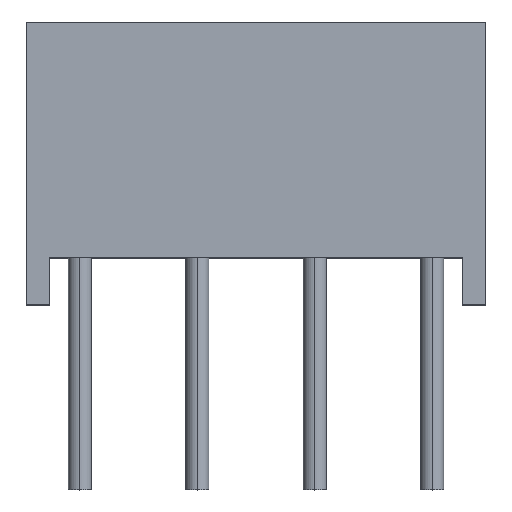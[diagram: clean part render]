
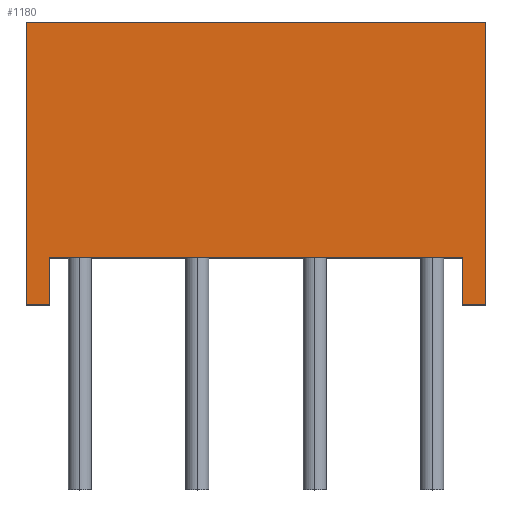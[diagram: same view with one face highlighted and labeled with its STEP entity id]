
A CAD part, top view. The second image highlights one B-rep face of the part: STEP entity #1180.
In plain terms, the highlighted planar face has unit normal (0, 0, 1).
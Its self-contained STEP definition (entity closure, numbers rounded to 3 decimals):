
#147 = VERTEX_POINT ( 'NONE', #6507 ) ;
#153 = VERTEX_POINT ( 'NONE', #6513 ) ;
#321 = EDGE_LOOP ( 'NONE', ( #6400, #6399, #6401, #6407, #6405, #6406, #6420, #6424 ) ) ;
#1013 = VECTOR ( 'NONE', #10162, 1000. ) ;
#1180 = ADVANCED_FACE ( 'NONE', ( #9731 ), #5514, .F. ) ;
#1286 = EDGE_CURVE ( 'NONE', #7774, #7792, #4342, .T. ) ;
#1296 = EDGE_CURVE ( 'NONE', #7781, #7774, #8242, .T. ) ;
#1857 = VECTOR ( 'NONE', #11089, 1000. ) ;
#1858 = VECTOR ( 'NONE', #11092, 1000. ) ;
#1859 = VECTOR ( 'NONE', #11095, 1000. ) ;
#1862 = VECTOR ( 'NONE', #11104, 1000. ) ;
#1864 = VECTOR ( 'NONE', #11110, 1000. ) ;
#4342 = LINE ( 'NONE', #4343, #9528 ) ;
#4343 = CARTESIAN_POINT ( 'NONE',  ( -4.97, 0., 2.43 ) ) ;
#4344 = DIRECTION ( 'NONE',  ( 0., -1., 0. ) ) ;
#4384 = EDGE_CURVE ( 'NONE', #153, #147, #10160, .T. ) ;
#4635 = EDGE_CURVE ( 'NONE', #7781, #7739, #11087, .T. ) ;
#4636 = EDGE_CURVE ( 'NONE', #7739, #7803, #11090, .T. ) ;
#4637 = EDGE_CURVE ( 'NONE', #147, #7725, #11093, .T. ) ;
#4640 = EDGE_CURVE ( 'NONE', #7803, #153, #11102, .T. ) ;
#4642 = EDGE_CURVE ( 'NONE', #7725, #7792, #11108, .T. ) ;
#5514 = PLANE ( 'NONE',  #9743 ) ;
#5515 = CARTESIAN_POINT ( 'NONE',  ( 4.97, 0., 2.43 ) ) ;
#5516 = DIRECTION ( 'NONE',  ( 0., 0., -1. ) ) ;
#5517 = DIRECTION ( 'NONE',  ( 0., 1., 0. ) ) ;
#6399 = ORIENTED_EDGE ( 'NONE', *, *, #4637, .F. ) ;
#6400 = ORIENTED_EDGE ( 'NONE', *, *, #4642, .F. ) ;
#6401 = ORIENTED_EDGE ( 'NONE', *, *, #4384, .F. ) ;
#6405 = ORIENTED_EDGE ( 'NONE', *, *, #4636, .F. ) ;
#6406 = ORIENTED_EDGE ( 'NONE', *, *, #4635, .F. ) ;
#6407 = ORIENTED_EDGE ( 'NONE', *, *, #4640, .F. ) ;
#6420 = ORIENTED_EDGE ( 'NONE', *, *, #1296, .T. ) ;
#6424 = ORIENTED_EDGE ( 'NONE', *, *, #1286, .T. ) ;
#6507 = CARTESIAN_POINT ( 'NONE',  ( -4.47, -2.04, 2.43 ) ) ;
#6513 = CARTESIAN_POINT ( 'NONE',  ( 4.47, -2.04, 2.43 ) ) ;
#7725 = VERTEX_POINT ( 'NONE', #11481 ) ;
#7739 = VERTEX_POINT ( 'NONE', #11495 ) ;
#7774 = VERTEX_POINT ( 'NONE', #11530 ) ;
#7781 = VERTEX_POINT ( 'NONE', #11537 ) ;
#7792 = VERTEX_POINT ( 'NONE', #11548 ) ;
#7803 = VERTEX_POINT ( 'NONE', #11559 ) ;
#8242 = LINE ( 'NONE', #8243, #9539 ) ;
#8243 = CARTESIAN_POINT ( 'NONE',  ( 4.97, 3.06, 2.43 ) ) ;
#8244 = DIRECTION ( 'NONE',  ( -1., 0., 0. ) ) ;
#9528 = VECTOR ( 'NONE', #4344, 1000. ) ;
#9539 = VECTOR ( 'NONE', #8244, 1000. ) ;
#9731 = FACE_OUTER_BOUND ( 'NONE', #321, .T. ) ;
#9743 = AXIS2_PLACEMENT_3D ( 'NONE', #5515, #5516, #5517 ) ;
#10160 = LINE ( 'NONE', #10161, #1013 ) ;
#10161 = CARTESIAN_POINT ( 'NONE',  ( -9.221, -2.04, 2.43 ) ) ;
#10162 = DIRECTION ( 'NONE',  ( -1., 0., 0. ) ) ;
#11087 = LINE ( 'NONE', #11088, #1857 ) ;
#11088 = CARTESIAN_POINT ( 'NONE',  ( 4.97, 0., 2.43 ) ) ;
#11089 = DIRECTION ( 'NONE',  ( 0., -1., 0. ) ) ;
#11090 = LINE ( 'NONE', #11091, #1858 ) ;
#11091 = CARTESIAN_POINT ( 'NONE',  ( 4.97, -3.06, 2.43 ) ) ;
#11092 = DIRECTION ( 'NONE',  ( -1., 0., 0. ) ) ;
#11093 = LINE ( 'NONE', #11094, #1859 ) ;
#11094 = CARTESIAN_POINT ( 'NONE',  ( -4.47, 0., 2.43 ) ) ;
#11095 = DIRECTION ( 'NONE',  ( 0., -1., 0. ) ) ;
#11102 = LINE ( 'NONE', #11103, #1862 ) ;
#11103 = CARTESIAN_POINT ( 'NONE',  ( 4.47, 0., 2.43 ) ) ;
#11104 = DIRECTION ( 'NONE',  ( 0., 1., 0. ) ) ;
#11108 = LINE ( 'NONE', #11109, #1864 ) ;
#11109 = CARTESIAN_POINT ( 'NONE',  ( 4.97, -3.06, 2.43 ) ) ;
#11110 = DIRECTION ( 'NONE',  ( -1., 0., 0. ) ) ;
#11481 = CARTESIAN_POINT ( 'NONE',  ( -4.47, -3.06, 2.43 ) ) ;
#11495 = CARTESIAN_POINT ( 'NONE',  ( 4.97, -3.06, 2.43 ) ) ;
#11530 = CARTESIAN_POINT ( 'NONE',  ( -4.97, 3.06, 2.43 ) ) ;
#11537 = CARTESIAN_POINT ( 'NONE',  ( 4.97, 3.06, 2.43 ) ) ;
#11548 = CARTESIAN_POINT ( 'NONE',  ( -4.97, -3.06, 2.43 ) ) ;
#11559 = CARTESIAN_POINT ( 'NONE',  ( 4.47, -3.06, 2.43 ) ) ;
